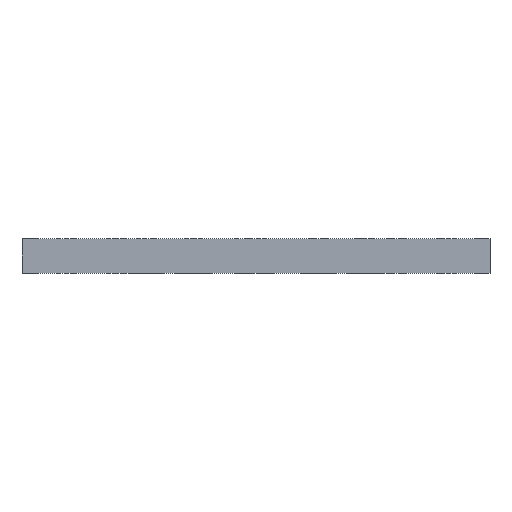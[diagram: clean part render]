
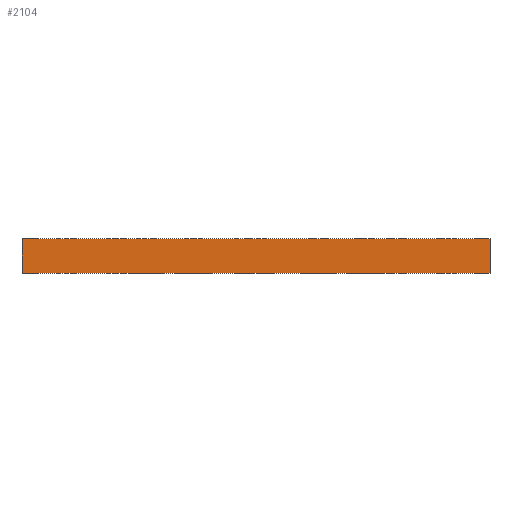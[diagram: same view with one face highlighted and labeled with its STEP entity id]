
A CAD part, front view. The second image highlights one B-rep face of the part: STEP entity #2104.
In plain terms, the highlighted planar face has unit normal (0, -1, 0).
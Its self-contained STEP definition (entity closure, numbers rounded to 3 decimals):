
#1=DIRECTION('',(1.,0.,0.));
#2=VECTOR('',#1,150.);
#3=CARTESIAN_POINT('',(-75.,0.,13.));
#4=LINE('',#3,#2);
#5=DIRECTION('',(0.,0.,1.));
#6=VECTOR('',#5,11.);
#7=CARTESIAN_POINT('',(75.,0.,2.));
#8=LINE('',#7,#6);
#9=DIRECTION('',(1.,0.,0.));
#10=VECTOR('',#9,150.);
#11=CARTESIAN_POINT('',(-75.,0.,2.));
#12=LINE('',#11,#10);
#13=DIRECTION('',(0.,0.,1.));
#14=VECTOR('',#13,11.);
#15=CARTESIAN_POINT('',(-75.,0.,2.));
#16=LINE('',#15,#14);
#1665=CARTESIAN_POINT('',(-75.,0.,2.));
#1666=CARTESIAN_POINT('',(75.,0.,2.));
#1667=VERTEX_POINT('',#1665);
#1668=VERTEX_POINT('',#1666);
#1993=CARTESIAN_POINT('',(-75.,0.,13.));
#1994=CARTESIAN_POINT('',(75.,0.,13.));
#1995=VERTEX_POINT('',#1993);
#1996=VERTEX_POINT('',#1994);
#2089=CARTESIAN_POINT('',(-80.,0.,0.));
#2090=DIRECTION('',(0.,-1.,0.));
#2091=DIRECTION('',(1.,0.,0.));
#2092=AXIS2_PLACEMENT_3D('',#2089,#2090,#2091);
#2093=PLANE('',#2092);
#2095=ORIENTED_EDGE('',*,*,#2094,.T.);
#2097=ORIENTED_EDGE('',*,*,#2096,.F.);
#2099=ORIENTED_EDGE('',*,*,#2098,.F.);
#2101=ORIENTED_EDGE('',*,*,#2100,.T.);
#2102=EDGE_LOOP('',(#2095,#2097,#2099,#2101));
#2103=FACE_OUTER_BOUND('',#2102,.F.);
#2104=ADVANCED_FACE('',(#2103),#2093,.T.);
#2094=EDGE_CURVE('',#1995,#1996,#4,.T.);
#2096=EDGE_CURVE('',#1668,#1996,#8,.T.);
#2098=EDGE_CURVE('',#1667,#1668,#12,.T.);
#2100=EDGE_CURVE('',#1667,#1995,#16,.T.);
